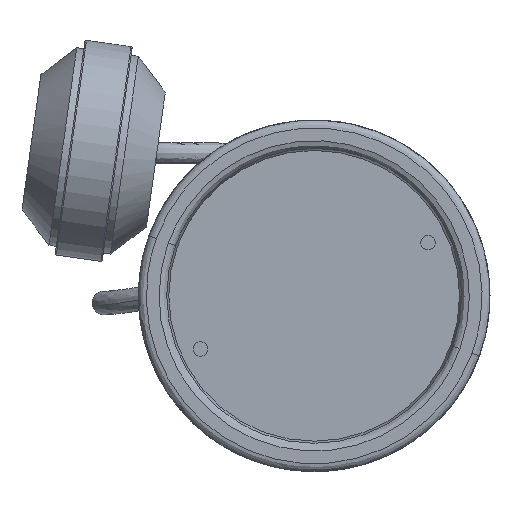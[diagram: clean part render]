
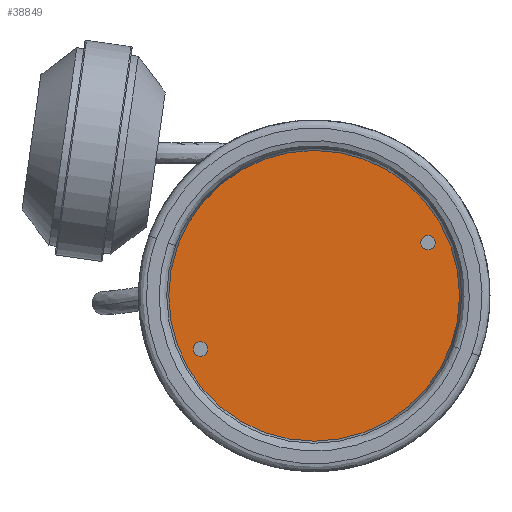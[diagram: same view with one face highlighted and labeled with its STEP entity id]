
A CAD part, front view. The second image highlights one B-rep face of the part: STEP entity #38849.
In plain terms, the highlighted planar face has unit normal (0, -1, 0).
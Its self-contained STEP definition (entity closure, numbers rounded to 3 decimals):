
#679 = ORIENTED_EDGE ( 'NONE', *, *, #34795, .T. ) ;
#2231 = AXIS2_PLACEMENT_3D ( 'NONE', #63003, #14714, #67229 ) ;
#2323 = CARTESIAN_POINT ( 'NONE',  ( 0., 5.2, -55. ) ) ;
#3522 = FACE_BOUND ( 'NONE', #12691, .T. ) ;
#4224 = DIRECTION ( 'NONE',  ( 0., 1., 0. ) ) ;
#4472 = VERTEX_POINT ( 'NONE', #63434 ) ;
#4798 = VERTEX_POINT ( 'NONE', #12880 ) ;
#5959 = EDGE_CURVE ( 'NONE', #4798, #4472, #26621, .T. ) ;
#6077 = CARTESIAN_POINT ( 'NONE',  ( 0., 5.2, 55. ) ) ;
#9151 = FACE_OUTER_BOUND ( 'NONE', #65212, .T. ) ;
#10229 = AXIS2_PLACEMENT_3D ( 'NONE', #46986, #20219, #24463 ) ;
#11344 = CIRCLE ( 'NONE', #64217, 2.75 ) ;
#12691 = EDGE_LOOP ( 'NONE', ( #23688, #15206 ) ) ;
#12880 = CARTESIAN_POINT ( 'NONE',  ( 36.338, 5.2, 33.588 ) ) ;
#13598 = AXIS2_PLACEMENT_3D ( 'NONE', #45584, #46632, #68137 ) ;
#14714 = DIRECTION ( 'NONE',  ( 0., -1., 0. ) ) ;
#15206 = ORIENTED_EDGE ( 'NONE', *, *, #46034, .F. ) ;
#18535 = ORIENTED_EDGE ( 'NONE', *, *, #5959, .F. ) ;
#19713 = VERTEX_POINT ( 'NONE', #29418 ) ;
#19862 = AXIS2_PLACEMENT_3D ( 'NONE', #64848, #22548, #43686 ) ;
#20219 = DIRECTION ( 'NONE',  ( 0., -1., 0. ) ) ;
#20251 = CIRCLE ( 'NONE', #2231, 55. ) ;
#20916 = CARTESIAN_POINT ( 'NONE',  ( -30.838, 5.2, -33.588 ) ) ;
#21233 = AXIS2_PLACEMENT_3D ( 'NONE', #31699, #4224, #68349 ) ;
#22548 = DIRECTION ( 'NONE',  ( 0., -1., 0. ) ) ;
#23688 = ORIENTED_EDGE ( 'NONE', *, *, #45859, .F. ) ;
#24463 = DIRECTION ( 'NONE',  ( 1., 0., 0. ) ) ;
#25262 = DIRECTION ( 'NONE',  ( 0., -1., 0. ) ) ;
#25466 = AXIS2_PLACEMENT_3D ( 'NONE', #67887, #25262, #63329 ) ;
#26075 = PLANE ( 'NONE',  #21233 ) ;
#26419 = FACE_BOUND ( 'NONE', #34784, .T. ) ;
#26621 = CIRCLE ( 'NONE', #19862, 2.75 ) ;
#29418 = CARTESIAN_POINT ( 'NONE',  ( -36.338, 5.2, -33.588 ) ) ;
#31699 = CARTESIAN_POINT ( 'NONE',  ( -110., 5.2, -110. ) ) ;
#34784 = EDGE_LOOP ( 'NONE', ( #18535, #45024 ) ) ;
#34795 = EDGE_CURVE ( 'NONE', #56546, #40290, #52491, .T. ) ;
#38355 = CIRCLE ( 'NONE', #13598, 2.75 ) ;
#38849 = ADVANCED_FACE ( 'NONE', ( #26419, #3522, #9151 ), #26075, .F. ) ;
#39284 = CARTESIAN_POINT ( 'NONE',  ( -33.588, 5.2, -33.588 ) ) ;
#40290 = VERTEX_POINT ( 'NONE', #2323 ) ;
#43686 = DIRECTION ( 'NONE',  ( 1., 0., 0. ) ) ;
#45024 = ORIENTED_EDGE ( 'NONE', *, *, #46066, .F. ) ;
#45584 = CARTESIAN_POINT ( 'NONE',  ( -33.588, 5.2, -33.588 ) ) ;
#45859 = EDGE_CURVE ( 'NONE', #50850, #19713, #11344, .T. ) ;
#46034 = EDGE_CURVE ( 'NONE', #19713, #50850, #38355, .T. ) ;
#46066 = EDGE_CURVE ( 'NONE', #4472, #4798, #60864, .T. ) ;
#46632 = DIRECTION ( 'NONE',  ( 0., -1., 0. ) ) ;
#46986 = CARTESIAN_POINT ( 'NONE',  ( 33.588, 5.2, 33.588 ) ) ;
#50200 = DIRECTION ( 'NONE',  ( 1., 0., 0. ) ) ;
#50850 = VERTEX_POINT ( 'NONE', #20916 ) ;
#52112 = ORIENTED_EDGE ( 'NONE', *, *, #61548, .T. ) ;
#52491 = CIRCLE ( 'NONE', #25466, 55. ) ;
#56546 = VERTEX_POINT ( 'NONE', #6077 ) ;
#60864 = CIRCLE ( 'NONE', #10229, 2.75 ) ;
#61548 = EDGE_CURVE ( 'NONE', #40290, #56546, #20251, .T. ) ;
#63003 = CARTESIAN_POINT ( 'NONE',  ( 0., 5.2, 0. ) ) ;
#63329 = DIRECTION ( 'NONE',  ( 0., 0., -1. ) ) ;
#63434 = CARTESIAN_POINT ( 'NONE',  ( 30.838, 5.2, 33.588 ) ) ;
#64217 = AXIS2_PLACEMENT_3D ( 'NONE', #39284, #65725, #50200 ) ;
#64848 = CARTESIAN_POINT ( 'NONE',  ( 33.588, 5.2, 33.588 ) ) ;
#65212 = EDGE_LOOP ( 'NONE', ( #52112, #679 ) ) ;
#65725 = DIRECTION ( 'NONE',  ( 0., -1., 0. ) ) ;
#67229 = DIRECTION ( 'NONE',  ( 0., 0., -1. ) ) ;
#67887 = CARTESIAN_POINT ( 'NONE',  ( 0., 5.2, 0. ) ) ;
#68137 = DIRECTION ( 'NONE',  ( 1., 0., 0. ) ) ;
#68349 = DIRECTION ( 'NONE',  ( 0., 0., 1. ) ) ;
